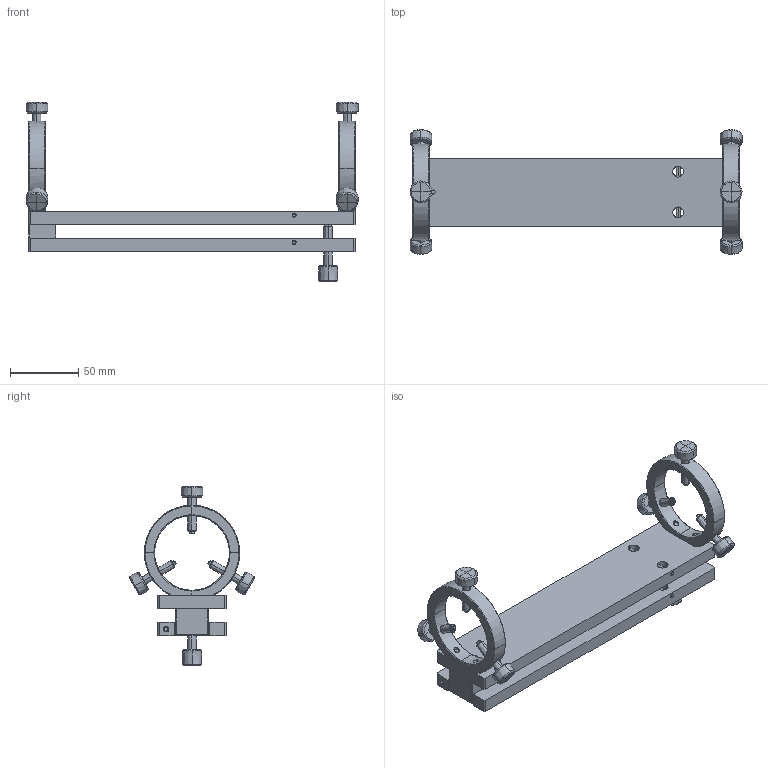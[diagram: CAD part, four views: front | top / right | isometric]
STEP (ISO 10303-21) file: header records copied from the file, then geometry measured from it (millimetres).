
FILE_DESCRIPTION (( 'STEP AP203' ), '1' );
FILE_NAME ('Web Model 56333_56333.step', '2021-05-19T19:53:28', ( '' ), ( '' ), 'SwSTEP 2.0', 'SolidWorks 2018', '' );
FILE_SCHEMA (( 'CONFIG_CONTROL_DESIGN' ));
Length unit declared in the file: millimetre
Products named in the file (1): Web Model 56333_56333
Bounding box: 244 x 91.87 x 132 mm (x, y, z)
Surface area: 91666.6 mm2 (no closed solid volume)
Topology: 0 solids, 53 shells, 1015 faces, 2555 edges, 1571 vertices
Faces by surface type: bspline 1015
Entity records: 39786 total; most frequent: CARTESIAN_POINT 25096, ORIENTED_EDGE 4878, EDGE_CURVE 2519, B_SPLINE_CURVE_WITH_KNOTS 2026, VERTEX_POINT 1571, EDGE_LOOP 1084, FACE_OUTER_BOUND 1015, ADVANCED_FACE 1015
